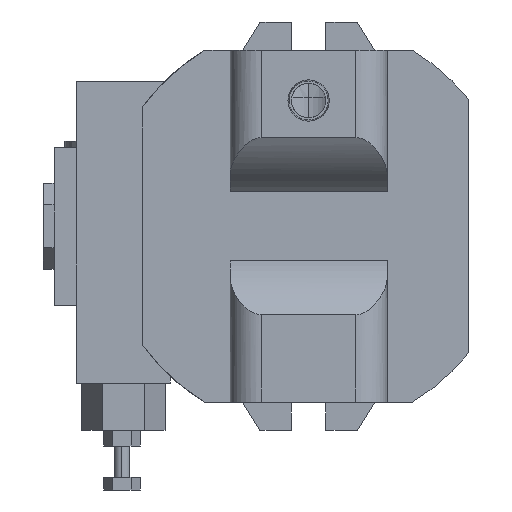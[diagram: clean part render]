
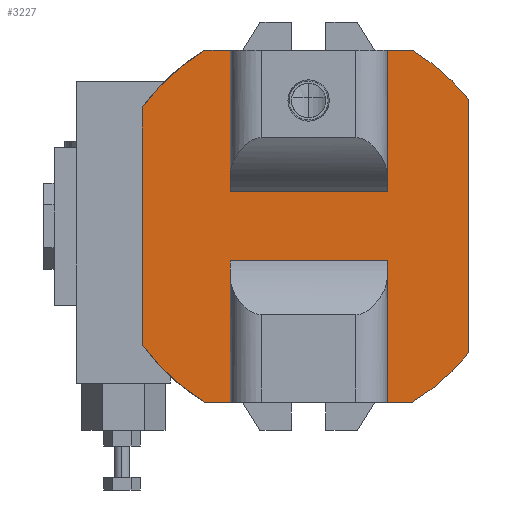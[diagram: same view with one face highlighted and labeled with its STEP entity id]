
A CAD part, left-side view. The second image highlights one B-rep face of the part: STEP entity #3227.
In plain terms, the highlighted planar face has unit normal (-1, 0, 0).
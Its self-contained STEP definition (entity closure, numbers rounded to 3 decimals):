
#18 = DIRECTION ( 'NONE',  ( 0., 0., -1. ) ) ;
#160 = ORIENTED_EDGE ( 'NONE', *, *, #1286, .T. ) ;
#213 = EDGE_CURVE ( 'NONE', #446, #4715, #3273, .T. ) ;
#221 = VECTOR ( 'NONE', #18, 1000. ) ;
#259 = ORIENTED_EDGE ( 'NONE', *, *, #213, .T. ) ;
#336 = VERTEX_POINT ( 'NONE', #2405 ) ;
#407 = DIRECTION ( 'NONE',  ( 0., 0., 1. ) ) ;
#427 = LINE ( 'NONE', #2212, #1967 ) ;
#445 = EDGE_CURVE ( 'NONE', #1546, #1558, #2947, .T. ) ;
#446 = VERTEX_POINT ( 'NONE', #1300 ) ;
#484 = CARTESIAN_POINT ( 'NONE',  ( -143.5, 0., 11. ) ) ;
#516 = LINE ( 'NONE', #4378, #1498 ) ;
#576 = DIRECTION ( 'NONE',  ( 0., 0., 1. ) ) ;
#640 = ORIENTED_EDGE ( 'NONE', *, *, #729, .F. ) ;
#651 = EDGE_CURVE ( 'NONE', #2296, #912, #2154, .T. ) ;
#716 = CARTESIAN_POINT ( 'NONE',  ( -143.5, 25., 56. ) ) ;
#725 = LINE ( 'NONE', #2038, #4738 ) ;
#729 = EDGE_CURVE ( 'NONE', #446, #336, #427, .T. ) ;
#734 = DIRECTION ( 'NONE',  ( 0., 0., -1. ) ) ;
#736 = VECTOR ( 'NONE', #734, 1000. ) ;
#738 = DIRECTION ( 'NONE',  ( 0., 0., 1. ) ) ;
#805 = EDGE_CURVE ( 'NONE', #1558, #2296, #1588, .T. ) ;
#808 = CARTESIAN_POINT ( 'NONE',  ( -143.5, -25., 0. ) ) ;
#851 = LINE ( 'NONE', #808, #221 ) ;
#912 = VERTEX_POINT ( 'NONE', #1666 ) ;
#920 = EDGE_CURVE ( 'NONE', #946, #5137, #2488, .T. ) ;
#946 = VERTEX_POINT ( 'NONE', #2991 ) ;
#948 = LINE ( 'NONE', #4295, #2511 ) ;
#1094 = CARTESIAN_POINT ( 'NONE',  ( -143.5, 0., 0. ) ) ;
#1100 = CARTESIAN_POINT ( 'NONE',  ( -143.5, 0., -11. ) ) ;
#1116 = DIRECTION ( 'NONE',  ( 0., 0., 1. ) ) ;
#1211 = ORIENTED_EDGE ( 'NONE', *, *, #3586, .F. ) ;
#1240 = DIRECTION ( 'NONE',  ( 0., 1., 0. ) ) ;
#1286 = EDGE_CURVE ( 'NONE', #2232, #1433, #2210, .T. ) ;
#1297 = AXIS2_PLACEMENT_3D ( 'NONE', #1094, #3215, #4031 ) ;
#1300 = CARTESIAN_POINT ( 'NONE',  ( -143.5, 25., -11. ) ) ;
#1309 = ORIENTED_EDGE ( 'NONE', *, *, #1767, .T. ) ;
#1334 = AXIS2_PLACEMENT_3D ( 'NONE', #2463, #2029, #407 ) ;
#1433 = VERTEX_POINT ( 'NONE', #1692 ) ;
#1498 = VECTOR ( 'NONE', #738, 1000. ) ;
#1501 = CARTESIAN_POINT ( 'NONE',  ( -143.5, 0., 0. ) ) ;
#1517 = VECTOR ( 'NONE', #1240, 1000. ) ;
#1524 = CARTESIAN_POINT ( 'NONE',  ( -143.5, -51., 0. ) ) ;
#1530 = EDGE_CURVE ( 'NONE', #4241, #2232, #2745, .T. ) ;
#1539 = DIRECTION ( 'NONE',  ( -1., 0., 0. ) ) ;
#1546 = VERTEX_POINT ( 'NONE', #4463 ) ;
#1557 = DIRECTION ( 'NONE',  ( 0., 0., -1. ) ) ;
#1558 = VERTEX_POINT ( 'NONE', #2339 ) ;
#1588 = LINE ( 'NONE', #5316, #736 ) ;
#1623 = CARTESIAN_POINT ( 'NONE',  ( -143.5, 25., 11. ) ) ;
#1651 = DIRECTION ( 'NONE',  ( 0., 0., 1. ) ) ;
#1666 = CARTESIAN_POINT ( 'NONE',  ( -143.5, 33., -56. ) ) ;
#1674 = PLANE ( 'NONE',  #1334 ) ;
#1692 = CARTESIAN_POINT ( 'NONE',  ( -143.5, -25., 56. ) ) ;
#1697 = CARTESIAN_POINT ( 'NONE',  ( -143.5, 33., -56. ) ) ;
#1734 = EDGE_CURVE ( 'NONE', #3070, #2183, #725, .T. ) ;
#1767 = EDGE_CURVE ( 'NONE', #1433, #946, #851, .T. ) ;
#1824 = AXIS2_PLACEMENT_3D ( 'NONE', #4462, #4895, #3718 ) ;
#1945 = DIRECTION ( 'NONE',  ( 0., 0., 1. ) ) ;
#1953 = ORIENTED_EDGE ( 'NONE', *, *, #5351, .T. ) ;
#1967 = VECTOR ( 'NONE', #1557, 1000. ) ;
#2029 = DIRECTION ( 'NONE',  ( -1., 0., 0. ) ) ;
#2038 = CARTESIAN_POINT ( 'NONE',  ( -143.5, 33., -56. ) ) ;
#2055 = DIRECTION ( 'NONE',  ( 0., -1., 0. ) ) ;
#2104 = ORIENTED_EDGE ( 'NONE', *, *, #1734, .T. ) ;
#2109 = ORIENTED_EDGE ( 'NONE', *, *, #1530, .T. ) ;
#2128 = CARTESIAN_POINT ( 'NONE',  ( -143.5, -33., 56. ) ) ;
#2132 = VECTOR ( 'NONE', #1116, 1000. ) ;
#2154 = CIRCLE ( 'NONE', #3368, 65. ) ;
#2183 = VERTEX_POINT ( 'NONE', #4908 ) ;
#2210 = LINE ( 'NONE', #5346, #2995 ) ;
#2212 = CARTESIAN_POINT ( 'NONE',  ( -143.5, 25., 0. ) ) ;
#2232 = VERTEX_POINT ( 'NONE', #4927 ) ;
#2296 = VERTEX_POINT ( 'NONE', #2465 ) ;
#2332 = LINE ( 'NONE', #2128, #3315 ) ;
#2339 = CARTESIAN_POINT ( 'NONE',  ( -143.5, 53., 37.63 ) ) ;
#2371 = CARTESIAN_POINT ( 'NONE',  ( -143.5, -25., -11. ) ) ;
#2405 = CARTESIAN_POINT ( 'NONE',  ( -143.5, 25., -56. ) ) ;
#2463 = CARTESIAN_POINT ( 'NONE',  ( -143.5, 0., 0. ) ) ;
#2465 = CARTESIAN_POINT ( 'NONE',  ( -143.5, 53., -37.63 ) ) ;
#2488 = LINE ( 'NONE', #484, #1517 ) ;
#2511 = VECTOR ( 'NONE', #576, 1000. ) ;
#2705 = CARTESIAN_POINT ( 'NONE',  ( -143.5, -51., -40.299 ) ) ;
#2745 = CIRCLE ( 'NONE', #1297, 65. ) ;
#2814 = ORIENTED_EDGE ( 'NONE', *, *, #920, .T. ) ;
#2947 = CIRCLE ( 'NONE', #4680, 65. ) ;
#2957 = ORIENTED_EDGE ( 'NONE', *, *, #3486, .T. ) ;
#2991 = CARTESIAN_POINT ( 'NONE',  ( -143.5, -25., 11. ) ) ;
#2995 = VECTOR ( 'NONE', #4967, 1000. ) ;
#3035 = VERTEX_POINT ( 'NONE', #2705 ) ;
#3070 = VERTEX_POINT ( 'NONE', #4454 ) ;
#3215 = DIRECTION ( 'NONE',  ( -1., 0., 0. ) ) ;
#3227 = ADVANCED_FACE ( 'NONE', ( #3962 ), #1674, .T. ) ;
#3241 = LINE ( 'NONE', #1524, #2132 ) ;
#3273 = LINE ( 'NONE', #1100, #4629 ) ;
#3315 = VECTOR ( 'NONE', #5033, 1000. ) ;
#3355 = EDGE_CURVE ( 'NONE', #3650, #1546, #2332, .T. ) ;
#3368 = AXIS2_PLACEMENT_3D ( 'NONE', #1501, #1539, #1945 ) ;
#3486 = EDGE_CURVE ( 'NONE', #3035, #4241, #3241, .T. ) ;
#3523 = ORIENTED_EDGE ( 'NONE', *, *, #651, .T. ) ;
#3586 = EDGE_CURVE ( 'NONE', #3070, #4715, #516, .T. ) ;
#3610 = CIRCLE ( 'NONE', #1824, 65. ) ;
#3650 = VERTEX_POINT ( 'NONE', #716 ) ;
#3666 = DIRECTION ( 'NONE',  ( 0., -1., 0. ) ) ;
#3718 = DIRECTION ( 'NONE',  ( 0., 0., 1. ) ) ;
#3743 = CARTESIAN_POINT ( 'NONE',  ( -143.5, 0., 0. ) ) ;
#3791 = EDGE_LOOP ( 'NONE', ( #4991, #2957, #2109, #160, #1309, #2814, #1953, #4460, #4821, #3877, #3523, #4764, #640, #259, #1211, #2104 ) ) ;
#3877 = ORIENTED_EDGE ( 'NONE', *, *, #805, .T. ) ;
#3962 = FACE_OUTER_BOUND ( 'NONE', #3791, .T. ) ;
#4031 = DIRECTION ( 'NONE',  ( 0., 0., 1. ) ) ;
#4241 = VERTEX_POINT ( 'NONE', #5025 ) ;
#4295 = CARTESIAN_POINT ( 'NONE',  ( -143.5, 25., 0. ) ) ;
#4330 = EDGE_CURVE ( 'NONE', #912, #336, #4530, .T. ) ;
#4378 = CARTESIAN_POINT ( 'NONE',  ( -143.5, -25., 0. ) ) ;
#4430 = DIRECTION ( 'NONE',  ( 0., -1., 0. ) ) ;
#4454 = CARTESIAN_POINT ( 'NONE',  ( -143.5, -25., -56. ) ) ;
#4460 = ORIENTED_EDGE ( 'NONE', *, *, #3355, .T. ) ;
#4462 = CARTESIAN_POINT ( 'NONE',  ( -143.5, 0., 0. ) ) ;
#4463 = CARTESIAN_POINT ( 'NONE',  ( -143.5, 33., 56. ) ) ;
#4530 = LINE ( 'NONE', #1697, #4651 ) ;
#4629 = VECTOR ( 'NONE', #4430, 1000. ) ;
#4651 = VECTOR ( 'NONE', #2055, 1000. ) ;
#4680 = AXIS2_PLACEMENT_3D ( 'NONE', #3743, #4939, #1651 ) ;
#4715 = VERTEX_POINT ( 'NONE', #2371 ) ;
#4738 = VECTOR ( 'NONE', #3666, 1000. ) ;
#4764 = ORIENTED_EDGE ( 'NONE', *, *, #4330, .T. ) ;
#4821 = ORIENTED_EDGE ( 'NONE', *, *, #445, .T. ) ;
#4895 = DIRECTION ( 'NONE',  ( -1., 0., 0. ) ) ;
#4908 = CARTESIAN_POINT ( 'NONE',  ( -143.5, -33., -56. ) ) ;
#4927 = CARTESIAN_POINT ( 'NONE',  ( -143.5, -33., 56. ) ) ;
#4939 = DIRECTION ( 'NONE',  ( -1., 0., 0. ) ) ;
#4967 = DIRECTION ( 'NONE',  ( 0., 1., 0. ) ) ;
#4991 = ORIENTED_EDGE ( 'NONE', *, *, #5096, .T. ) ;
#5025 = CARTESIAN_POINT ( 'NONE',  ( -143.5, -51., 40.299 ) ) ;
#5033 = DIRECTION ( 'NONE',  ( 0., 1., 0. ) ) ;
#5096 = EDGE_CURVE ( 'NONE', #2183, #3035, #3610, .T. ) ;
#5137 = VERTEX_POINT ( 'NONE', #1623 ) ;
#5316 = CARTESIAN_POINT ( 'NONE',  ( -143.5, 53., -25.109 ) ) ;
#5346 = CARTESIAN_POINT ( 'NONE',  ( -143.5, -33., 56. ) ) ;
#5351 = EDGE_CURVE ( 'NONE', #5137, #3650, #948, .T. ) ;
